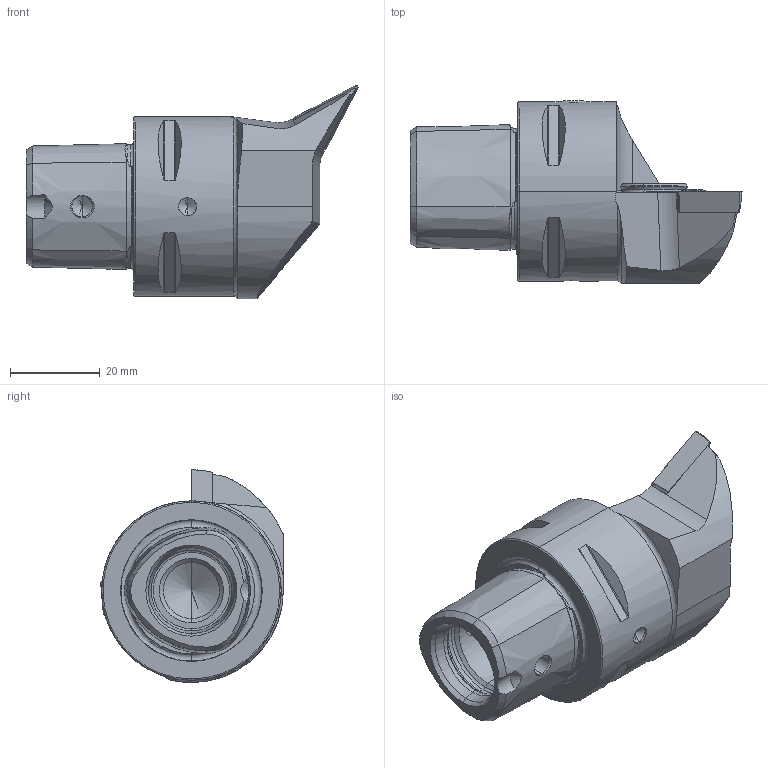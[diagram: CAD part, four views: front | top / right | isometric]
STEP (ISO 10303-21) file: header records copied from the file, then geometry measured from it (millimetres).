
FILE_DESCRIPTION (( 'STEP AP214' ), '1' );
FILE_NAME ('-KV..LPA.050-HP.STEP', '2022-03-11T14:32:44', ( '' ), ( '' ), 'SwSTEP 2.0', 'SolidWorks 2017', '' );
FILE_SCHEMA (( 'AUTOMOTIVE_DESIGN' ));
Length unit declared in the file: millimetre
Products named in the file (10): CHP-ER1.015.006_A; ISO 8752 2x8; VBMT160404; DIN 7991 - M5x15; -KV..LPA.050-HP; CHP-ER1.008.011_A; CHP-ER1.015.006; WCB-ER2.001.009_A; DIN 3771 - 13x1; PS4-KVF.LPA.050-HP_A
Assembly tree (9 placements, depth 3):
  -KV..LPA.050-HP
    PS4-KVF.LPA.050-HP_A
    CHP-ER1.015.006
      CHP-ER1.015.006_A
      DIN 3771 - 13x1
      DIN 7991 - M5x15
    ISO 8752 2x8
    CHP-ER1.008.011_A
    WCB-ER2.001.009_A
    VBMT160404
Bounding box: 74 x 40.73 x 47.5 mm (x, y, z)
Volume: 45697.2 mm3; surface area: 15224 mm2
Topology: 8 solids, 8 shells, 400 faces, 962 edges, 571 vertices
Faces by surface type: cone 123, cylinder 107, plane 96, torus 57, bspline 15, sphere 2
Entity records: 13301 total; most frequent: CARTESIAN_POINT 3871, ORIENTED_EDGE 1876, DIRECTION 1871, EDGE_CURVE 938, AXIS2_PLACEMENT_3D 763, VERTEX_POINT 571, EDGE_LOOP 431, FACE_OUTER_BOUND 400
